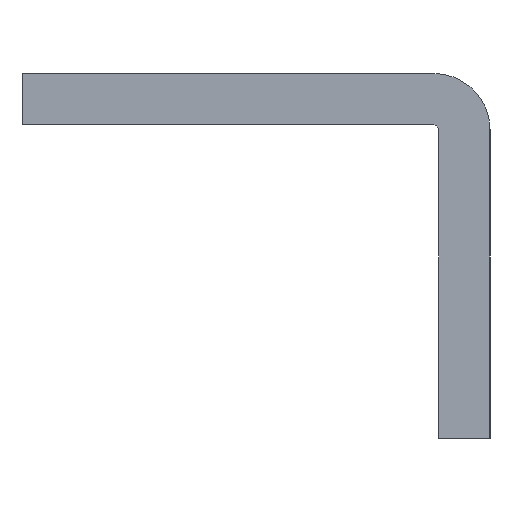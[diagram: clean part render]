
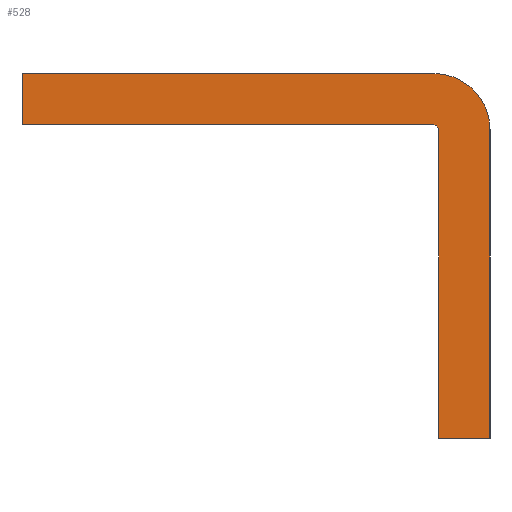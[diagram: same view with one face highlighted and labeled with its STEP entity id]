
A CAD part, left-side view. The second image highlights one B-rep face of the part: STEP entity #528.
In plain terms, the highlighted planar face has unit normal (-1, 0, 0).
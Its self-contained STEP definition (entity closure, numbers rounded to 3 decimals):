
#21 = CARTESIAN_POINT ( 'NONE',  ( -77.9, 0., -1.2 ) ) ;
#23 = CARTESIAN_POINT ( 'NONE',  ( -77.9, 1.1, -7.8 ) ) ;
#40 = ORIENTED_EDGE ( 'NONE', *, *, #78, .F. ) ;
#43 = CARTESIAN_POINT ( 'NONE',  ( -77.9, 0., -1.2 ) ) ;
#50 = DIRECTION ( 'NONE',  ( 0., 0., -1. ) ) ;
#54 = ORIENTED_EDGE ( 'NONE', *, *, #575, .F. ) ;
#62 = CARTESIAN_POINT ( 'NONE',  ( -77.9, 1.2, -1.2 ) ) ;
#67 = CARTESIAN_POINT ( 'NONE',  ( -77.9, 1.2, -1.2 ) ) ;
#77 = LINE ( 'NONE', #467, #607 ) ;
#78 = EDGE_CURVE ( 'NONE', #287, #304, #623, .T. ) ;
#101 = ORIENTED_EDGE ( 'NONE', *, *, #117, .F. ) ;
#117 = EDGE_CURVE ( 'NONE', #304, #150, #592, .T. ) ;
#119 = CARTESIAN_POINT ( 'NONE',  ( -77.9, 0., -7.8 ) ) ;
#120 = CARTESIAN_POINT ( 'NONE',  ( -77.9, 1.2, 0. ) ) ;
#123 = AXIS2_PLACEMENT_3D ( 'NONE', #166, #608, #269 ) ;
#140 = CARTESIAN_POINT ( 'NONE',  ( -77.9, 1.1, -1.2 ) ) ;
#143 = EDGE_CURVE ( 'NONE', #157, #234, #507, .T. ) ;
#147 = VECTOR ( 'NONE', #50, 1000. ) ;
#150 = VERTEX_POINT ( 'NONE', #223 ) ;
#152 = ORIENTED_EDGE ( 'NONE', *, *, #629, .F. ) ;
#157 = VERTEX_POINT ( 'NONE', #517 ) ;
#166 = CARTESIAN_POINT ( 'NONE',  ( -77.9, 1.2, -1.2 ) ) ;
#170 = DIRECTION ( 'NONE',  ( 0., 0., 1. ) ) ;
#172 = DIRECTION ( 'NONE',  ( 1., 0., 0. ) ) ;
#189 = AXIS2_PLACEMENT_3D ( 'NONE', #62, #252, #361 ) ;
#211 = CARTESIAN_POINT ( 'NONE',  ( -77.9, 10., -1.1 ) ) ;
#215 = DIRECTION ( 'NONE',  ( 0., 0., 1. ) ) ;
#219 = DIRECTION ( 'NONE',  ( 0., -1., 0. ) ) ;
#223 = CARTESIAN_POINT ( 'NONE',  ( -77.9, 10., -1.1 ) ) ;
#234 = VERTEX_POINT ( 'NONE', #120 ) ;
#236 = ORIENTED_EDGE ( 'NONE', *, *, #564, .F. ) ;
#252 = DIRECTION ( 'NONE',  ( -1., 0., 0. ) ) ;
#255 = DIRECTION ( 'NONE',  ( 0., 1., 0. ) ) ;
#263 = VECTOR ( 'NONE', #170, 1000. ) ;
#266 = EDGE_CURVE ( 'NONE', #150, #157, #417, .T. ) ;
#269 = DIRECTION ( 'NONE',  ( 0., 0., 1. ) ) ;
#287 = VERTEX_POINT ( 'NONE', #140 ) ;
#292 = ORIENTED_EDGE ( 'NONE', *, *, #498, .F. ) ;
#303 = CARTESIAN_POINT ( 'NONE',  ( -77.9, 1.2, -1.1 ) ) ;
#304 = VERTEX_POINT ( 'NONE', #303 ) ;
#308 = CARTESIAN_POINT ( 'NONE',  ( -77.9, 1.1, -1.2 ) ) ;
#361 = DIRECTION ( 'NONE',  ( 0., 0., 1. ) ) ;
#381 = EDGE_LOOP ( 'NONE', ( #532, #101, #40, #236, #292, #152, #54, #483 ) ) ;
#384 = VECTOR ( 'NONE', #255, 1000. ) ;
#386 = LINE ( 'NONE', #43, #147 ) ;
#416 = DIRECTION ( 'NONE',  ( 0., 1., 0. ) ) ;
#417 = LINE ( 'NONE', #602, #263 ) ;
#421 = PLANE ( 'NONE',  #123 ) ;
#425 = AXIS2_PLACEMENT_3D ( 'NONE', #67, #172, #215 ) ;
#436 = VECTOR ( 'NONE', #219, 1000. ) ;
#452 = VECTOR ( 'NONE', #603, 1000. ) ;
#467 = CARTESIAN_POINT ( 'NONE',  ( -77.9, 1.1, -7.8 ) ) ;
#475 = CARTESIAN_POINT ( 'NONE',  ( -77.9, 10., 0. ) ) ;
#482 = VERTEX_POINT ( 'NONE', #21 ) ;
#483 = ORIENTED_EDGE ( 'NONE', *, *, #143, .F. ) ;
#498 = EDGE_CURVE ( 'NONE', #526, #538, #77, .T. ) ;
#507 = LINE ( 'NONE', #475, #436 ) ;
#510 = LINE ( 'NONE', #308, #452 ) ;
#517 = CARTESIAN_POINT ( 'NONE',  ( -77.9, 10., 0. ) ) ;
#526 = VERTEX_POINT ( 'NONE', #119 ) ;
#528 = ADVANCED_FACE ( 'NONE', ( #554 ), #421, .T. ) ;
#532 = ORIENTED_EDGE ( 'NONE', *, *, #266, .F. ) ;
#538 = VERTEX_POINT ( 'NONE', #23 ) ;
#554 = FACE_OUTER_BOUND ( 'NONE', #381, .T. ) ;
#564 = EDGE_CURVE ( 'NONE', #538, #287, #510, .T. ) ;
#575 = EDGE_CURVE ( 'NONE', #234, #482, #578, .T. ) ;
#578 = CIRCLE ( 'NONE', #425, 1.2 ) ;
#592 = LINE ( 'NONE', #211, #384 ) ;
#602 = CARTESIAN_POINT ( 'NONE',  ( -77.9, 10., 0. ) ) ;
#603 = DIRECTION ( 'NONE',  ( 0., 0., 1. ) ) ;
#607 = VECTOR ( 'NONE', #416, 1000. ) ;
#608 = DIRECTION ( 'NONE',  ( -1., 0., 0. ) ) ;
#623 = CIRCLE ( 'NONE', #189, 0.1 ) ;
#629 = EDGE_CURVE ( 'NONE', #482, #526, #386, .T. ) ;
